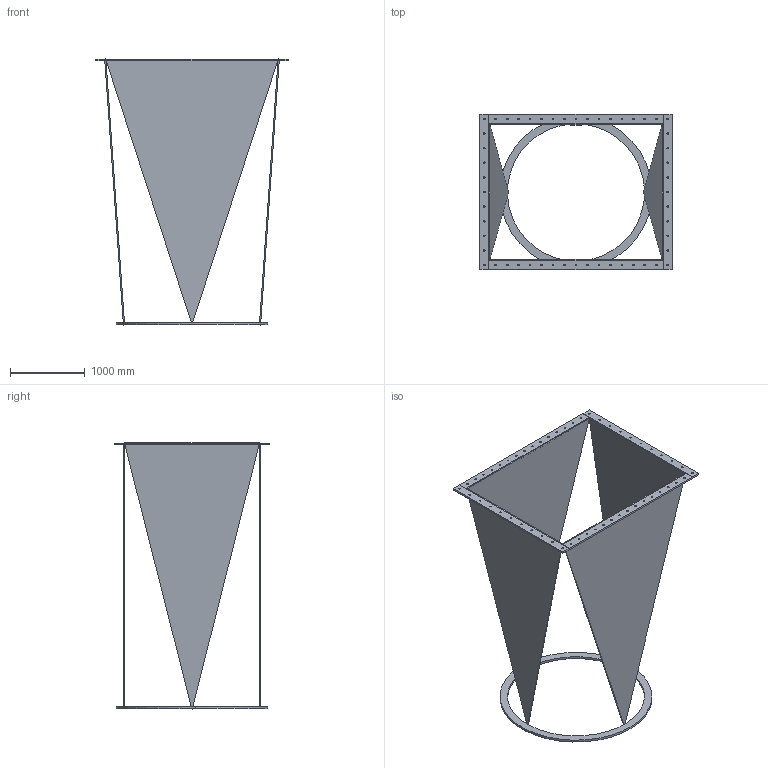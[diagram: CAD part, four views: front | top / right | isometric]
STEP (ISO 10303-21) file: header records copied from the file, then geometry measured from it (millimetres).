
FILE_DESCRIPTION (( 'STEP AP203' ), '1' );
FILE_NAME ('Rohr konisch.STEP', '2015-05-08T08:37:43', ( '' ), ( '' ), 'SwSTEP 2.0', 'SolidWorks 2015', '' );
FILE_SCHEMA (( 'CONFIG_CONTROL_DESIGN' ));
Length unit declared in the file: millimetre
Products named in the file (7): Flansch D1800; Rohr konisch; Fl.120x25 - 2330; Fl.120x25 - 2070; Flansch - Fl.120x25; Bl.15mm - 2300x3550; Bl.15mm - 1800x3550
Assembly tree (10 placements, depth 3):
  Rohr konisch
    Flansch - Fl.120x25
      Fl.120x25 - 2330  x2
      Fl.120x25 - 2070  x2
    Bl.15mm - 2300x3550  x2
    Bl.15mm - 1800x3550  x2
    Flansch D1800
Bounding box: 2570 x 2070 x 3552.26 mm (x, y, z)
Volume: 262690648.9 mm3; surface area: 33915984.4 mm2
Topology: 9 solids, 9 shells, 154 faces, 408 edges, 272 vertices
Faces by surface type: cylinder 108, plane 46
Entity records: 3507 total; most frequent: DIRECTION 510, CARTESIAN_POINT 444, ORIENTED_EDGE 420, EDGE_CURVE 210, AXIS2_PLACEMENT_3D 206, VERTEX_POINT 140, EDGE_LOOP 134, CIRCLE 112
